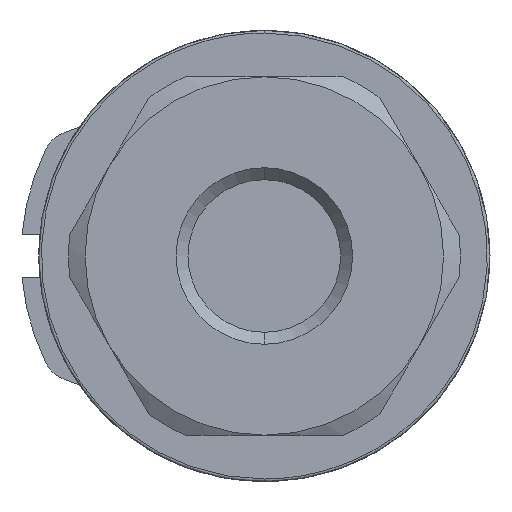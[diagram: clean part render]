
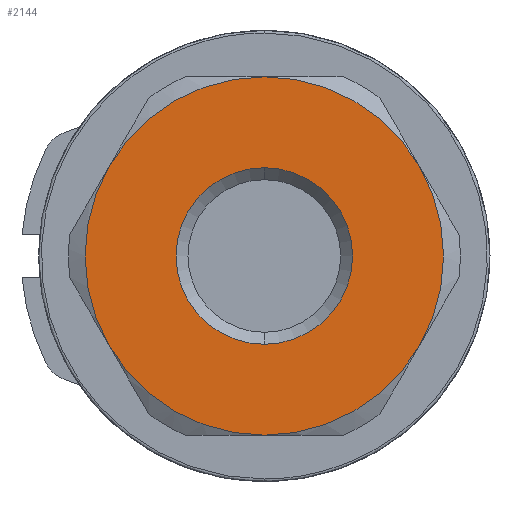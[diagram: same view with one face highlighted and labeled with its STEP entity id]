
A CAD part, left-side view. The second image highlights one B-rep face of the part: STEP entity #2144.
In plain terms, the highlighted planar face has unit normal (-1, 0, 0).
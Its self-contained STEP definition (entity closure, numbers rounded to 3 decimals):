
#44 = CIRCLE ( 'NONE', #3727, 13.5 ) ;
#46 = CIRCLE ( 'NONE', #3838, 13.5 ) ;
#58 = CIRCLE ( 'NONE', #3728, 13.5 ) ;
#61 = CIRCLE ( 'NONE', #3729, 13.5 ) ;
#69 = CIRCLE ( 'NONE', #3836, 13.5 ) ;
#70 = CIRCLE ( 'NONE', #3837, 13.5 ) ;
#863 = FACE_OUTER_BOUND ( 'NONE', #2903, .T. ) ;
#869 = FACE_BOUND ( 'NONE', #2900, .T. ) ;
#1015 = VERTEX_POINT ( 'NONE', #2667 ) ;
#1023 = VERTEX_POINT ( 'NONE', #2673 ) ;
#1025 = VERTEX_POINT ( 'NONE', #2639 ) ;
#1035 = VERTEX_POINT ( 'NONE', #1140 ) ;
#1140 = CARTESIAN_POINT ( 'NONE',  ( -0.9, -11.721, 6.75 ) ) ;
#1181 = CARTESIAN_POINT ( 'NONE',  ( -0.9, 11.662, 6.75 ) ) ;
#1273 = AXIS2_PLACEMENT_3D ( 'NONE', #4282, #4283, #4284 ) ;
#1278 = AXIS2_PLACEMENT_3D ( 'NONE', #4309, #4310, #4311 ) ;
#1318 = CIRCLE ( 'NONE', #1273, 6.65 ) ;
#1330 = CIRCLE ( 'NONE', #1278, 6.65 ) ;
#2039 = VERTEX_POINT ( 'NONE', #1181 ) ;
#2054 = VERTEX_POINT ( 'NONE', #2314 ) ;
#2144 = ADVANCED_FACE ( 'NONE', ( #863, #869 ), #2429, .T. ) ;
#2182 = VERTEX_POINT ( 'NONE', #2516 ) ;
#2184 = VERTEX_POINT ( 'NONE', #2510 ) ;
#2314 = CARTESIAN_POINT ( 'NONE',  ( -0.9, -0.029, -6.65 ) ) ;
#2426 = DIRECTION ( 'NONE',  ( 0., 0., 1. ) ) ;
#2427 = DIRECTION ( 'NONE',  ( -1., 0., 0. ) ) ;
#2428 = CARTESIAN_POINT ( 'NONE',  ( -0.9, 13.471, 0. ) ) ;
#2429 = PLANE ( 'NONE',  #3803 ) ;
#2510 = CARTESIAN_POINT ( 'NONE',  ( -0.9, -11.721, -6.75 ) ) ;
#2516 = CARTESIAN_POINT ( 'NONE',  ( -0.9, -0.029, -13.5 ) ) ;
#2639 = CARTESIAN_POINT ( 'NONE',  ( -0.9, -0.029, 13.5 ) ) ;
#2667 = CARTESIAN_POINT ( 'NONE',  ( -0.9, 11.662, -6.75 ) ) ;
#2673 = CARTESIAN_POINT ( 'NONE',  ( -0.9, -0.029, 6.65 ) ) ;
#2781 = ORIENTED_EDGE ( 'NONE', *, *, #3698, .T. ) ;
#2783 = ORIENTED_EDGE ( 'NONE', *, *, #3689, .T. ) ;
#2785 = ORIENTED_EDGE ( 'NONE', *, *, #3016, .F. ) ;
#2900 = EDGE_LOOP ( 'NONE', ( #2783, #2781 ) ) ;
#2903 = EDGE_LOOP ( 'NONE', ( #2932, #2961, #2962, #2940, #2924, #2785 ) ) ;
#2924 = ORIENTED_EDGE ( 'NONE', *, *, #3015, .F. ) ;
#2932 = ORIENTED_EDGE ( 'NONE', *, *, #3011, .F. ) ;
#2940 = ORIENTED_EDGE ( 'NONE', *, *, #3014, .F. ) ;
#2961 = ORIENTED_EDGE ( 'NONE', *, *, #3012, .F. ) ;
#2962 = ORIENTED_EDGE ( 'NONE', *, *, #3013, .F. ) ;
#3011 = EDGE_CURVE ( 'NONE', #2039, #1025, #69, .T. ) ;
#3012 = EDGE_CURVE ( 'NONE', #1015, #2039, #70, .T. ) ;
#3013 = EDGE_CURVE ( 'NONE', #2182, #1015, #46, .T. ) ;
#3014 = EDGE_CURVE ( 'NONE', #2184, #2182, #44, .T. ) ;
#3015 = EDGE_CURVE ( 'NONE', #1035, #2184, #58, .T. ) ;
#3016 = EDGE_CURVE ( 'NONE', #1025, #1035, #61, .T. ) ;
#3445 = CARTESIAN_POINT ( 'NONE',  ( -0.9, -0.029, 0. ) ) ;
#3450 = DIRECTION ( 'NONE',  ( 0., 0., -1. ) ) ;
#3451 = DIRECTION ( 'NONE',  ( 1., 0., 0. ) ) ;
#3452 = CARTESIAN_POINT ( 'NONE',  ( -0.9, -0.029, 0. ) ) ;
#3453 = DIRECTION ( 'NONE',  ( 0., 0., -1. ) ) ;
#3454 = DIRECTION ( 'NONE',  ( 0., 0., -1. ) ) ;
#3455 = DIRECTION ( 'NONE',  ( 1., 0., 0. ) ) ;
#3456 = CARTESIAN_POINT ( 'NONE',  ( -0.9, -0.029, 0. ) ) ;
#3457 = DIRECTION ( 'NONE',  ( 1., 0., 0. ) ) ;
#3458 = CARTESIAN_POINT ( 'NONE',  ( -0.9, -0.029, 0. ) ) ;
#3459 = DIRECTION ( 'NONE',  ( 0., 0., -1. ) ) ;
#3460 = DIRECTION ( 'NONE',  ( 1., 0., 0. ) ) ;
#3461 = CARTESIAN_POINT ( 'NONE',  ( -0.9, -0.029, 0. ) ) ;
#3471 = DIRECTION ( 'NONE',  ( 1., 0., 0. ) ) ;
#3475 = CARTESIAN_POINT ( 'NONE',  ( -0.9, -0.029, 0. ) ) ;
#3476 = DIRECTION ( 'NONE',  ( 0., 0., -1. ) ) ;
#3477 = DIRECTION ( 'NONE',  ( 1., 0., 0. ) ) ;
#3499 = DIRECTION ( 'NONE',  ( 0., 0., -1. ) ) ;
#3689 = EDGE_CURVE ( 'NONE', #1023, #2054, #1318, .T. ) ;
#3698 = EDGE_CURVE ( 'NONE', #2054, #1023, #1330, .T. ) ;
#3727 = AXIS2_PLACEMENT_3D ( 'NONE', #3452, #3451, #3450 ) ;
#3728 = AXIS2_PLACEMENT_3D ( 'NONE', #3445, #3477, #3476 ) ;
#3729 = AXIS2_PLACEMENT_3D ( 'NONE', #3475, #3471, #3499 ) ;
#3803 = AXIS2_PLACEMENT_3D ( 'NONE', #2428, #2427, #2426 ) ;
#3836 = AXIS2_PLACEMENT_3D ( 'NONE', #3461, #3460, #3459 ) ;
#3837 = AXIS2_PLACEMENT_3D ( 'NONE', #3458, #3457, #3453 ) ;
#3838 = AXIS2_PLACEMENT_3D ( 'NONE', #3456, #3455, #3454 ) ;
#4282 = CARTESIAN_POINT ( 'NONE',  ( -0.9, -0.029, 0. ) ) ;
#4283 = DIRECTION ( 'NONE',  ( 1., 0., 0. ) ) ;
#4284 = DIRECTION ( 'NONE',  ( 0., 0., 1. ) ) ;
#4309 = CARTESIAN_POINT ( 'NONE',  ( -0.9, -0.029, 0. ) ) ;
#4310 = DIRECTION ( 'NONE',  ( 1., 0., 0. ) ) ;
#4311 = DIRECTION ( 'NONE',  ( 0., 0., 1. ) ) ;
